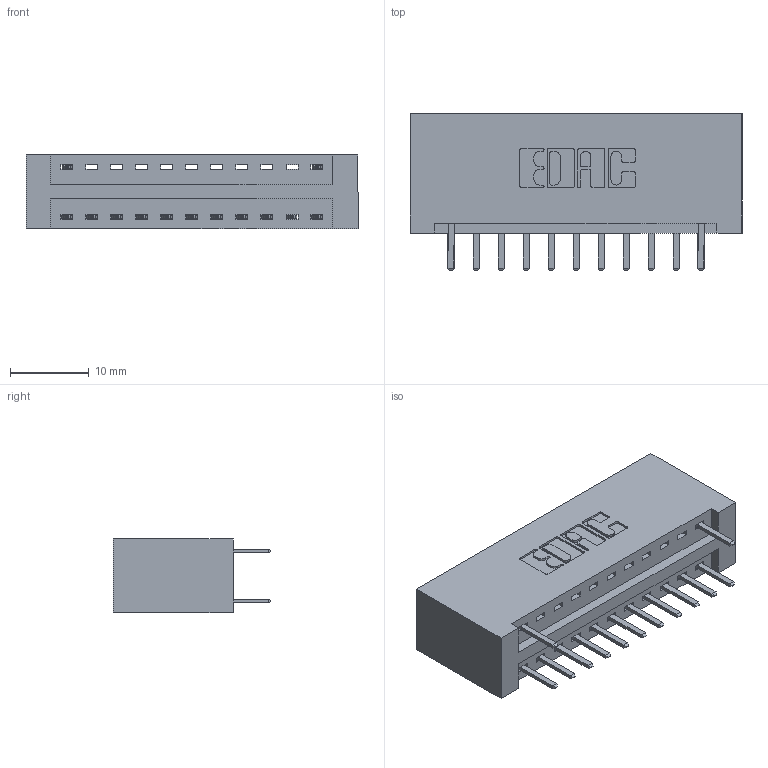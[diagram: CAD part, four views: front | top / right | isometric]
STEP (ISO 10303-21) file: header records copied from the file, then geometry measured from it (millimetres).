
FILE_DESCRIPTION (( 'STEP AP203' ), '1' );
FILE_NAME ('346-022-520-201.STEP', '2018-08-20T23:38:17', ( '' ), ( '' ), 'SwSTEP 2.0', 'SolidWorks 2016', '' );
FILE_SCHEMA (( 'CONFIG_CONTROL_DESIGN' ));
Length unit declared in the file: inch
Products named in the file (3): 346 Part_No Mounting Lugs; 345-292-001_345-293-120; 346-022-520-201
Assembly tree (14 placements, depth 2):
  346-022-520-201
    346 Part_No Mounting Lugs
    345-292-001_345-293-120  x13
Bounding box: 42.16 x 20.02 x 9.4 mm (x, y, z)
Volume: 4357.3 mm3; surface area: 5184.9 mm2
Topology: 14 solids, 14 shells, 896 faces, 2613 edges, 1706 vertices
Faces by surface type: plane 598, cylinder 298
Entity records: 10901 total; most frequent: CARTESIAN_POINT 1887, ORIENTED_EDGE 1818, DIRECTION 1687, EDGE_CURVE 909, VECTOR 737, LINE 737, VERTEX_POINT 602, AXIS2_PLACEMENT_3D 475
